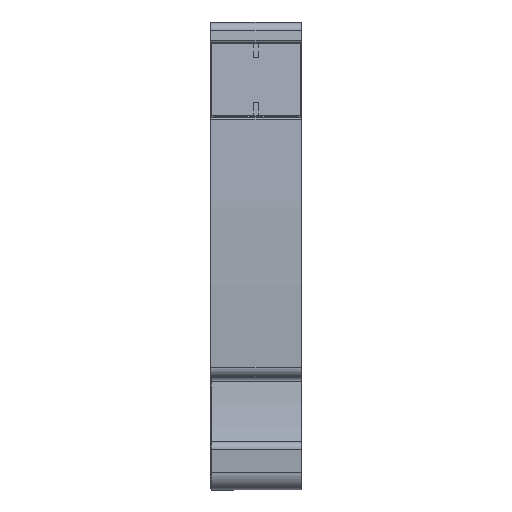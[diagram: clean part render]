
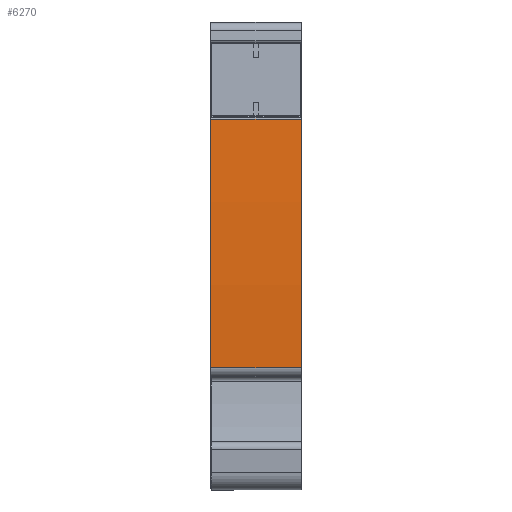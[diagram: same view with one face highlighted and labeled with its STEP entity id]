
A CAD part, front view. The second image highlights one B-rep face of the part: STEP entity #6270.
In plain terms, the highlighted cylindrical face has radius 230.64 mm (diameter 461.28 mm), a partial arc.
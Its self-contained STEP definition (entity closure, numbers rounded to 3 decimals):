
#700=AXIS2_PLACEMENT_3D('Circle Axis2P3D',#698,#699,$) ;
#3607=AXIS2_PLACEMENT_3D('Circle Axis2P3D',#3605,#3606,$) ;
#5518=AXIS2_PLACEMENT_3D('Cylinder Axis2P3D',#5515,#5516,#5517) ;
#695=CARTESIAN_POINT('Vertex',(10.,1.776,40.814)) ;
#698=CARTESIAN_POINT('Axis2P3D Location',(10.,231.877,25.05)) ;
#702=CARTESIAN_POINT('Vertex',(10.,1.529,13.45)) ;
#3602=CARTESIAN_POINT('Vertex',(0.,1.529,13.45)) ;
#3605=CARTESIAN_POINT('Axis2P3D Location',(0.,231.877,25.05)) ;
#3609=CARTESIAN_POINT('Vertex',(0.,1.776,40.814)) ;
#5515=CARTESIAN_POINT('Axis2P3D Location',(5.,231.877,25.05)) ;
#6247=CARTESIAN_POINT('Line Origine',(5.,1.776,40.814)) ;
#6259=CARTESIAN_POINT('Line Origine',(5.,1.529,13.45)) ;
#699=DIRECTION('Axis2P3D Direction',(1.,0.,0.)) ;
#3606=DIRECTION('Axis2P3D Direction',(1.,0.,0.)) ;
#5516=DIRECTION('Axis2P3D Direction',(1.,0.,0.)) ;
#5517=DIRECTION('Axis2P3D XDirection',(0.,-0.994,0.111)) ;
#6248=DIRECTION('Vector Direction',(1.,0.,0.)) ;
#6260=DIRECTION('Vector Direction',(1.,0.,0.)) ;
#6249=VECTOR('Line Direction',#6248,1.) ;
#6261=VECTOR('Line Direction',#6260,1.) ;
#6265=ORIENTED_EDGE('',*,*,#3611,.T.) ;
#6266=ORIENTED_EDGE('',*,*,#6263,.F.) ;
#6267=ORIENTED_EDGE('',*,*,#704,.F.) ;
#6268=ORIENTED_EDGE('',*,*,#6251,.T.) ;
#6270=ADVANCED_FACE('V1',(#6269),#5519,.T.) ;
#701=CIRCLE('generated circle',#700,230.64) ;
#3608=CIRCLE('generated circle',#3607,230.64) ;
#5519=CYLINDRICAL_SURFACE('generated cylinder',#5518,230.64) ;
#704=EDGE_CURVE('',#696,#703,#701,.T.) ;
#3611=EDGE_CURVE('',#3610,#3603,#3608,.T.) ;
#6251=EDGE_CURVE('',#696,#3610,#6250,.F.) ;
#6263=EDGE_CURVE('',#703,#3603,#6262,.F.) ;
#6264=EDGE_LOOP('',(#6265,#6266,#6267,#6268)) ;
#6269=FACE_OUTER_BOUND('',#6264,.T.) ;
#6250=LINE('Line',#6247,#6249) ;
#6262=LINE('Line',#6259,#6261) ;
#696=VERTEX_POINT('',#695) ;
#703=VERTEX_POINT('',#702) ;
#3603=VERTEX_POINT('',#3602) ;
#3610=VERTEX_POINT('',#3609) ;
